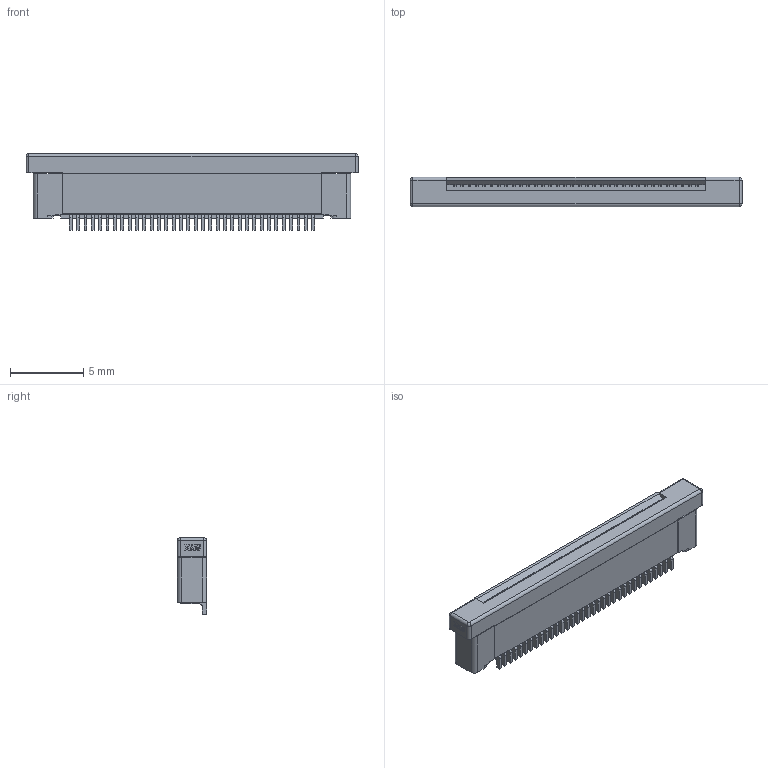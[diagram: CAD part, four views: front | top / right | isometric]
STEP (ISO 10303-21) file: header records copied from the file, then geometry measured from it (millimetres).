
FILE_DESCRIPTION(('STEP AP242'),'1');
FILE_NAME('x05b20u34t.stp','2023-10-17T07:07:09',('TraceParts'),('TraceParts S.A.'),'Spatial InterOp 3D',' ',' ');
FILE_SCHEMA(('AP242_MANAGED_MODEL_BASED_3D_ENGINEERING_MIM_LF {1 0 10303 442 1 1 4}'));
Length unit declared in the file: millimetre
Products named in the file (1): x05b20u34t
Bounding box: 22.6 x 2 x 5.2 mm (x, y, z)
Volume: 183.4 mm3; surface area: 454.6 mm2
Topology: 1 solids, 1 shells, 867 faces, 2429 edges, 1568 vertices
Faces by surface type: plane 612, cylinder 251, sphere 4
Entity records: 27608 total; most frequent: CARTESIAN_POINT 4865, ORIENTED_EDGE 4858, DIRECTION 4667, EDGE_CURVE 2429, LINE 1927, VECTOR 1927, VERTEX_POINT 1568, AXIS2_PLACEMENT_3D 1370
